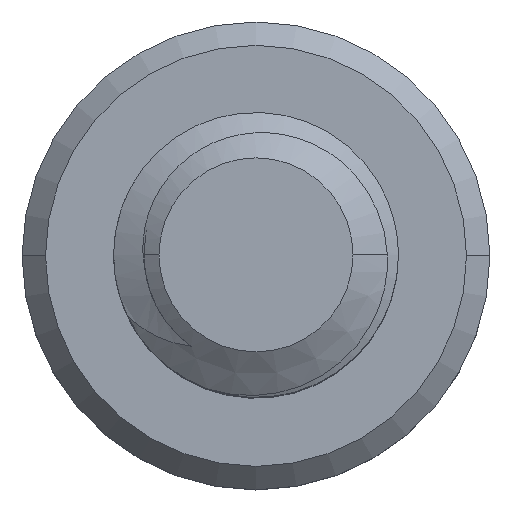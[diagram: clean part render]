
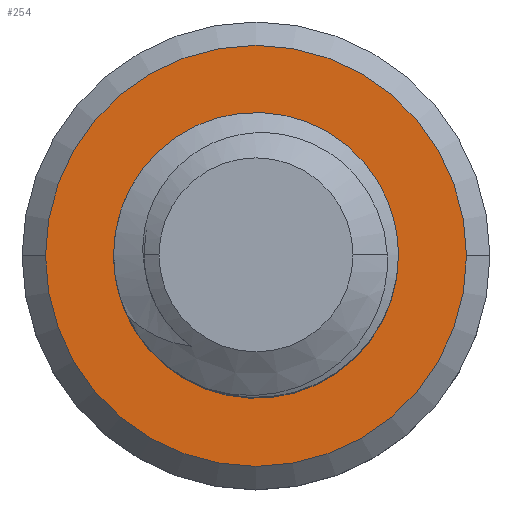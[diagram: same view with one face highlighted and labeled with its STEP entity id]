
A CAD part, top view. The second image highlights one B-rep face of the part: STEP entity #254.
In plain terms, the highlighted planar face has unit normal (0, 0, 1).
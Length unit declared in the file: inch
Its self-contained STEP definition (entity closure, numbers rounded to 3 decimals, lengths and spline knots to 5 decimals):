
#22 = CARTESIAN_POINT ( 'NONE',  ( 0.00845, 0.09431, -0.375 ) ) ;
#37 = CARTESIAN_POINT ( 'NONE',  ( 0., 0.095, -0.375 ) ) ;
#53 = CARTESIAN_POINT ( 'NONE',  ( 0.08162, 0.01741, -0.375 ) ) ;
#88 = VERTEX_POINT ( 'NONE', #2338 ) ;
#96 = CARTESIAN_POINT ( 'NONE',  ( 0., 0.095, -0.375 ) ) ;
#113 = VERTEX_POINT ( 'NONE', #3051 ) ;
#133 = EDGE_LOOP ( 'NONE', ( #1316, #1630 ) ) ;
#254 = ADVANCED_FACE ( 'NONE', ( #1301, #2736 ), #3513, .F. ) ;
#267 = CARTESIAN_POINT ( 'NONE',  ( 0.05234, -0.0533, -0.375 ) ) ;
#270 = EDGE_CURVE ( 'NONE', #88, #478, #3307, .T. ) ;
#315 = VERTEX_POINT ( 'NONE', #96 ) ;
#328 = EDGE_CURVE ( 'NONE', #1096, #113, #1079, .T. ) ;
#409 = CARTESIAN_POINT ( 'NONE',  ( 0., -0.0747, -0.375 ) ) ;
#441 = ORIENTED_EDGE ( 'NONE', *, *, #328, .T. ) ;
#458 = CARTESIAN_POINT ( 'NONE',  ( -0.1404, 0., -0.375 ) ) ;
#467 = CARTESIAN_POINT ( 'NONE',  ( 0.08197, 0.00486, -0.375 ) ) ;
#478 = VERTEX_POINT ( 'NONE', #458 ) ;
#515 = EDGE_CURVE ( 'NONE', #113, #1286, #801, .T. ) ;
#573 = ORIENTED_EDGE ( 'NONE', *, *, #515, .T. ) ;
#624 = CARTESIAN_POINT ( 'NONE',  ( 0., 0., -0.375 ) ) ;
#712 = AXIS2_PLACEMENT_3D ( 'NONE', #1805, #3534, #2099 ) ;
#801 = B_SPLINE_CURVE_WITH_KNOTS ( 'NONE', 3,
 ( #409, #2574, #2027, #1761, #2617, #2749, #1999, #3530, #2759, #3006, #3041, #3370, #2799, #1693, #1800, #3328, #2810, #1219 ),
 .UNSPECIFIED., .F., .F.,
 ( 4, 2, 2, 2, 2, 2, 2, 2, 4 ),
 ( 0., 0.00064, 0.00128, 0.00191, 0.00255, 0.00319, 0.00383, 0.00446, 0.0051 ),
 .UNSPECIFIED. ) ;
#822 = CARTESIAN_POINT ( 'NONE',  ( 0.03246, 0.08647, -0.375 ) ) ;
#834 = CARTESIAN_POINT ( 'NONE',  ( 0.08035, -0.00769, -0.375 ) ) ;
#845 = EDGE_LOOP ( 'NONE', ( #1411, #1637, #441, #573 ) ) ;
#1036 = EDGE_CURVE ( 'NONE', #315, #1286, #2215, .T. ) ;
#1079 = CIRCLE ( 'NONE', #2101, 0.0747 ) ;
#1096 = VERTEX_POINT ( 'NONE', #267 ) ;
#1184 = CARTESIAN_POINT ( 'NONE',  ( 0.05329, 0.07238, -0.375 ) ) ;
#1199 = CARTESIAN_POINT ( 'NONE',  ( 0.07372, -0.02766, -0.375 ) ) ;
#1219 = CARTESIAN_POINT ( 'NONE',  ( -0.06656, 0.06778, -0.375 ) ) ;
#1286 = VERTEX_POINT ( 'NONE', #3136 ) ;
#1301 = FACE_OUTER_BOUND ( 'NONE', #133, .T. ) ;
#1316 = ORIENTED_EDGE ( 'NONE', *, *, #3626, .T. ) ;
#1411 = ORIENTED_EDGE ( 'NONE', *, *, #1036, .F. ) ;
#1420 = B_SPLINE_CURVE_WITH_KNOTS ( 'NONE', 3,
 ( #37, #22, #2595, #822, #2821, #1184, #3098, #1498, #3304, #1795, #3526, #2093, #53, #2356, #467, #2607, #834, #2832, #1199, #3108, #1510, #3314 ),
 .UNSPECIFIED., .F., .F.,
 ( 4, 2, 2, 2, 2, 2, 2, 2, 2, 2, 4 ),
 ( 0., 0.00064, 0.00128, 0.00192, 0.00256, 0.00288, 0.0032, 0.00352, 0.00383, 0.00447, 0.00511 ),
 .UNSPECIFIED. ) ;
#1467 = DIRECTION ( 'NONE',  ( 0., 0., 1. ) ) ;
#1498 = CARTESIAN_POINT ( 'NONE',  ( 0.06946, 0.05306, -0.375 ) ) ;
#1510 = CARTESIAN_POINT ( 'NONE',  ( 0.05906, -0.04809, -0.375 ) ) ;
#1630 = ORIENTED_EDGE ( 'NONE', *, *, #270, .T. ) ;
#1637 = ORIENTED_EDGE ( 'NONE', *, *, #2669, .T. ) ;
#1693 = CARTESIAN_POINT ( 'NONE',  ( -0.08632, 0.03086, -0.375 ) ) ;
#1756 = CIRCLE ( 'NONE', #2421, 0.1404 ) ;
#1761 = CARTESIAN_POINT ( 'NONE',  ( -0.03333, -0.0715, -0.375 ) ) ;
#1795 = CARTESIAN_POINT ( 'NONE',  ( 0.07814, 0.03388, -0.375 ) ) ;
#1800 = CARTESIAN_POINT ( 'NONE',  ( -0.08379, 0.03905, -0.375 ) ) ;
#1805 = CARTESIAN_POINT ( 'NONE',  ( 0., 0., -0.375 ) ) ;
#1999 = CARTESIAN_POINT ( 'NONE',  ( -0.06216, -0.05436, -0.375 ) ) ;
#2027 = CARTESIAN_POINT ( 'NONE',  ( -0.01679, -0.07512, -0.375 ) ) ;
#2093 = CARTESIAN_POINT ( 'NONE',  ( 0.08107, 0.02164, -0.375 ) ) ;
#2099 = DIRECTION ( 'NONE',  ( 1., 0., 0. ) ) ;
#2101 = AXIS2_PLACEMENT_3D ( 'NONE', #624, #3706, #3294 ) ;
#2215 = CIRCLE ( 'NONE', #712, 0.095 ) ;
#2338 = CARTESIAN_POINT ( 'NONE',  ( 0.1404, 0., -0.375 ) ) ;
#2340 = AXIS2_PLACEMENT_3D ( 'NONE', #3332, #3058, #2882 ) ;
#2341 = DIRECTION ( 'NONE',  ( -1., 0., 0. ) ) ;
#2354 = DIRECTION ( 'NONE',  ( 0., 0., 1. ) ) ;
#2356 = CARTESIAN_POINT ( 'NONE',  ( 0.08207, 0.00904, -0.375 ) ) ;
#2421 = AXIS2_PLACEMENT_3D ( 'NONE', #3072, #1467, #3285 ) ;
#2574 = CARTESIAN_POINT ( 'NONE',  ( -0.00844, -0.07559, -0.375 ) ) ;
#2595 = CARTESIAN_POINT ( 'NONE',  ( 0.01663, 0.09246, -0.375 ) ) ;
#2607 = CARTESIAN_POINT ( 'NONE',  ( 0.08111, -0.00349, -0.375 ) ) ;
#2617 = CARTESIAN_POINT ( 'NONE',  ( -0.04116, -0.0684, -0.375 ) ) ;
#2669 = EDGE_CURVE ( 'NONE', #315, #1096, #1420, .T. ) ;
#2736 = FACE_BOUND ( 'NONE', #845, .T. ) ;
#2749 = CARTESIAN_POINT ( 'NONE',  ( -0.05567, -0.05978, -0.375 ) ) ;
#2759 = CARTESIAN_POINT ( 'NONE',  ( -0.0777, -0.03442, -0.375 ) ) ;
#2799 = CARTESIAN_POINT ( 'NONE',  ( -0.08892, 0.01434, -0.375 ) ) ;
#2807 = CARTESIAN_POINT ( 'NONE',  ( 0., 0., -0.375 ) ) ;
#2810 = CARTESIAN_POINT ( 'NONE',  ( -0.07204, 0.06132, -0.375 ) ) ;
#2818 = AXIS2_PLACEMENT_3D ( 'NONE', #2807, #2354, #2341 ) ;
#2821 = CARTESIAN_POINT ( 'NONE',  ( 0.03983, 0.08243, -0.375 ) ) ;
#2832 = CARTESIAN_POINT ( 'NONE',  ( 0.07713, -0.0199, -0.375 ) ) ;
#2882 = DIRECTION ( 'NONE',  ( -1., 0., 0. ) ) ;
#3006 = CARTESIAN_POINT ( 'NONE',  ( -0.08454, -0.01903, -0.375 ) ) ;
#3041 = CARTESIAN_POINT ( 'NONE',  ( -0.08684, -0.01085, -0.375 ) ) ;
#3051 = CARTESIAN_POINT ( 'NONE',  ( 0., -0.0747, -0.375 ) ) ;
#3058 = DIRECTION ( 'NONE',  ( 0., 0., -1. ) ) ;
#3072 = CARTESIAN_POINT ( 'NONE',  ( 0., 0., -0.375 ) ) ;
#3098 = CARTESIAN_POINT ( 'NONE',  ( 0.05934, 0.06638, -0.375 ) ) ;
#3108 = CARTESIAN_POINT ( 'NONE',  ( 0.06462, -0.04187, -0.375 ) ) ;
#3136 = CARTESIAN_POINT ( 'NONE',  ( -0.06656, 0.06778, -0.375 ) ) ;
#3285 = DIRECTION ( 'NONE',  ( -1., 0., 0. ) ) ;
#3294 = DIRECTION ( 'NONE',  ( 1., 0., 0. ) ) ;
#3304 = CARTESIAN_POINT ( 'NONE',  ( 0.07368, 0.04558, -0.375 ) ) ;
#3307 = CIRCLE ( 'NONE', #2818, 0.1404 ) ;
#3314 = CARTESIAN_POINT ( 'NONE',  ( 0.05234, -0.0533, -0.375 ) ) ;
#3328 = CARTESIAN_POINT ( 'NONE',  ( -0.07662, 0.05419, -0.375 ) ) ;
#3332 = CARTESIAN_POINT ( 'NONE',  ( 0., 0., -0.375 ) ) ;
#3370 = CARTESIAN_POINT ( 'NONE',  ( -0.08903, 0.00577, -0.375 ) ) ;
#3513 = PLANE ( 'NONE',  #2340 ) ;
#3526 = CARTESIAN_POINT ( 'NONE',  ( 0.07932, 0.02987, -0.375 ) ) ;
#3530 = CARTESIAN_POINT ( 'NONE',  ( -0.07321, -0.04164, -0.375 ) ) ;
#3534 = DIRECTION ( 'NONE',  ( 0., 0., 1. ) ) ;
#3626 = EDGE_CURVE ( 'NONE', #478, #88, #1756, .T. ) ;
#3706 = DIRECTION ( 'NONE',  ( 0., 0., -1. ) ) ;
